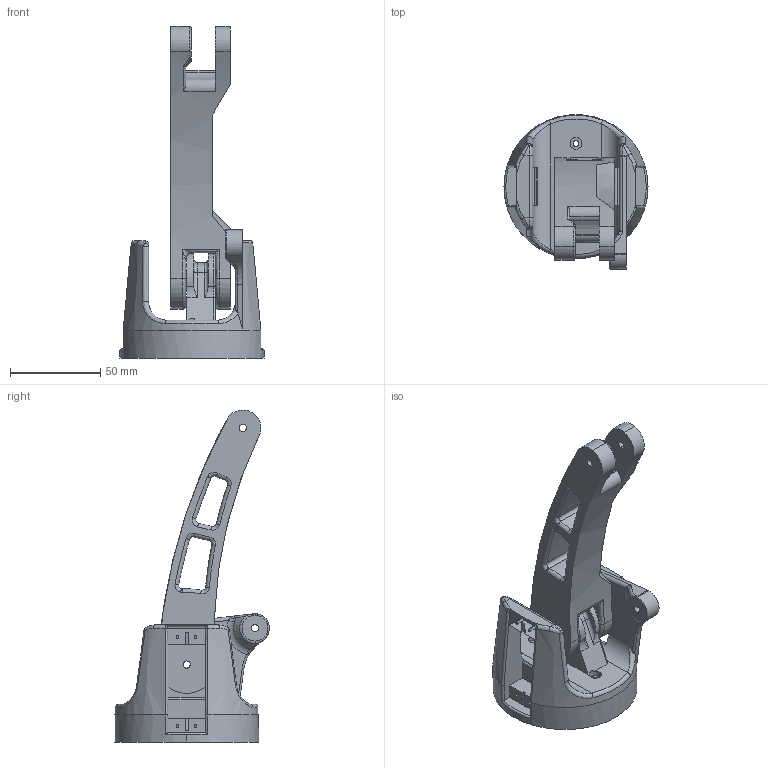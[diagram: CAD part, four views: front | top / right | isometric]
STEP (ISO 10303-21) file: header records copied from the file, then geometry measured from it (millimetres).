
FILE_DESCRIPTION (( 'STEP AP214' ), '1' );
FILE_NAME ('assm_test01.STEP', '2023-04-04T14:19:54', ( '' ), ( '' ), 'SwSTEP 2.0', 'SolidWorks 2016', '' );
FILE_SCHEMA (( 'AUTOMOTIVE_DESIGN' ));
Length unit declared in the file: millimetre
Products named in the file (3): EBAmk2_001_base; 002_mainarm; assm_test01
Assembly tree (2 placements, depth 2):
  assm_test01
    EBAmk2_001_base
    002_mainarm
Bounding box: 80 x 85.97 x 184.31 mm (x, y, z)
Volume: 215185.6 mm3; surface area: 53337.8 mm2
Topology: 2 solids, 2 shells, 317 faces, 813 edges, 500 vertices
Faces by surface type: cylinder 119, plane 77, torus 70, bspline 34, cone 9, sphere 8
Entity records: 11526 total; most frequent: CARTESIAN_POINT 3782, DIRECTION 1663, ORIENTED_EDGE 1610, EDGE_CURVE 805, AXIS2_PLACEMENT_3D 697, VERTEX_POINT 500, CIRCLE 409, EDGE_LOOP 349
